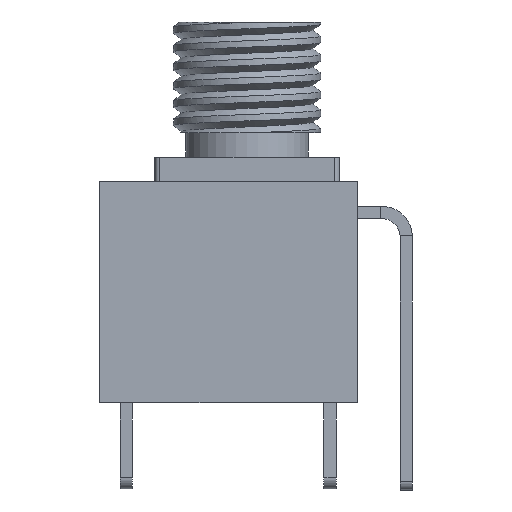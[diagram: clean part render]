
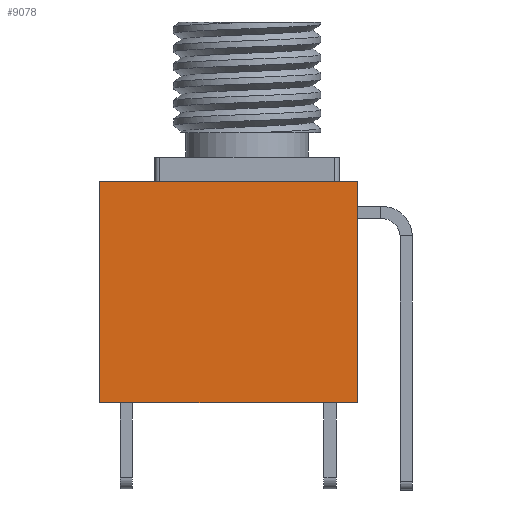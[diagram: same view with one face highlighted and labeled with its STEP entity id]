
A CAD part, left-side view. The second image highlights one B-rep face of the part: STEP entity #9078.
In plain terms, the highlighted planar face has unit normal (-1, 0, 0).
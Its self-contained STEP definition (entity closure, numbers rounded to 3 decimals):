
#6983 = VERTEX_POINT('',#6984);
#6984 = CARTESIAN_POINT('',(-5.,-4.5,9.));
#6991 = PLANE('',#6992);
#6992 = AXIS2_PLACEMENT_3D('',#6993,#6994,#6995);
#6993 = CARTESIAN_POINT('',(0.,0.75,9.));
#6994 = DIRECTION('',(-0.,-0.,-1.));
#6995 = DIRECTION('',(-1.,0.,0.));
#7003 = PLANE('',#7004);
#7004 = AXIS2_PLACEMENT_3D('',#7005,#7006,#7007);
#7005 = CARTESIAN_POINT('',(5.,-4.5,0.));
#7006 = DIRECTION('',(0.,-1.,0.));
#7007 = DIRECTION('',(-1.,0.,0.));
#7015 = EDGE_CURVE('',#6983,#7016,#7018,.T.);
#7016 = VERTEX_POINT('',#7017);
#7017 = CARTESIAN_POINT('',(-5.,6.,9.));
#7018 = SURFACE_CURVE('',#7019,(#7023,#7030),.PCURVE_S1.);
#7019 = LINE('',#7020,#7021);
#7020 = CARTESIAN_POINT('',(-5.,-4.5,9.));
#7021 = VECTOR('',#7022,1.);
#7022 = DIRECTION('',(0.,1.,0.));
#7023 = PCURVE('',#6991,#7024);
#7024 = DEFINITIONAL_REPRESENTATION('',(#7025),#7029);
#7025 = LINE('',#7026,#7027);
#7026 = CARTESIAN_POINT('',(5.,-5.25));
#7027 = VECTOR('',#7028,1.);
#7028 = DIRECTION('',(0.,1.));
#7029 = ( GEOMETRIC_REPRESENTATION_CONTEXT(2) 
PARAMETRIC_REPRESENTATION_CONTEXT() REPRESENTATION_CONTEXT('2D SPACE',''
  ) );
#7030 = PCURVE('',#7031,#7036);
#7031 = PLANE('',#7032);
#7032 = AXIS2_PLACEMENT_3D('',#7033,#7034,#7035);
#7033 = CARTESIAN_POINT('',(-5.,-4.5,0.));
#7034 = DIRECTION('',(-1.,0.,0.));
#7035 = DIRECTION('',(0.,1.,0.));
#7036 = DEFINITIONAL_REPRESENTATION('',(#7037),#7041);
#7037 = LINE('',#7038,#7039);
#7038 = CARTESIAN_POINT('',(0.,-9.));
#7039 = VECTOR('',#7040,1.);
#7040 = DIRECTION('',(1.,0.));
#7041 = ( GEOMETRIC_REPRESENTATION_CONTEXT(2) 
PARAMETRIC_REPRESENTATION_CONTEXT() REPRESENTATION_CONTEXT('2D SPACE',''
  ) );
#7059 = PLANE('',#7060);
#7060 = AXIS2_PLACEMENT_3D('',#7061,#7062,#7063);
#7061 = CARTESIAN_POINT('',(-5.,6.,0.));
#7062 = DIRECTION('',(0.,1.,0.));
#7063 = DIRECTION('',(1.,0.,0.));
#7544 = VERTEX_POINT('',#7545);
#7545 = CARTESIAN_POINT('',(-5.,-4.5,0.));
#7559 = PLANE('',#7560);
#7560 = AXIS2_PLACEMENT_3D('',#7561,#7562,#7563);
#7561 = CARTESIAN_POINT('',(0.,0.75,0.));
#7562 = DIRECTION('',(-0.,-0.,-1.));
#7563 = DIRECTION('',(-1.,0.,0.));
#7778 = EDGE_CURVE('',#7544,#6983,#7779,.T.);
#7779 = SURFACE_CURVE('',#7780,(#7784,#7791),.PCURVE_S1.);
#7780 = LINE('',#7781,#7782);
#7781 = CARTESIAN_POINT('',(-5.,-4.5,0.));
#7782 = VECTOR('',#7783,1.);
#7783 = DIRECTION('',(0.,0.,1.));
#7784 = PCURVE('',#7003,#7785);
#7785 = DEFINITIONAL_REPRESENTATION('',(#7786),#7790);
#7786 = LINE('',#7787,#7788);
#7787 = CARTESIAN_POINT('',(10.,0.));
#7788 = VECTOR('',#7789,1.);
#7789 = DIRECTION('',(0.,-1.));
#7790 = ( GEOMETRIC_REPRESENTATION_CONTEXT(2) 
PARAMETRIC_REPRESENTATION_CONTEXT() REPRESENTATION_CONTEXT('2D SPACE',''
  ) );
#7791 = PCURVE('',#7031,#7792);
#7792 = DEFINITIONAL_REPRESENTATION('',(#7793),#7797);
#7793 = LINE('',#7794,#7795);
#7794 = CARTESIAN_POINT('',(0.,0.));
#7795 = VECTOR('',#7796,1.);
#7796 = DIRECTION('',(0.,-1.));
#7797 = ( GEOMETRIC_REPRESENTATION_CONTEXT(2) 
PARAMETRIC_REPRESENTATION_CONTEXT() REPRESENTATION_CONTEXT('2D SPACE',''
  ) );
#8739 = VERTEX_POINT('',#8740);
#8740 = CARTESIAN_POINT('',(-5.,6.,0.));
#8761 = EDGE_CURVE('',#8739,#7016,#8762,.T.);
#8762 = SURFACE_CURVE('',#8763,(#8767,#8774),.PCURVE_S1.);
#8763 = LINE('',#8764,#8765);
#8764 = CARTESIAN_POINT('',(-5.,6.,0.));
#8765 = VECTOR('',#8766,1.);
#8766 = DIRECTION('',(0.,0.,1.));
#8767 = PCURVE('',#7059,#8768);
#8768 = DEFINITIONAL_REPRESENTATION('',(#8769),#8773);
#8769 = LINE('',#8770,#8771);
#8770 = CARTESIAN_POINT('',(0.,0.));
#8771 = VECTOR('',#8772,1.);
#8772 = DIRECTION('',(0.,-1.));
#8773 = ( GEOMETRIC_REPRESENTATION_CONTEXT(2) 
PARAMETRIC_REPRESENTATION_CONTEXT() REPRESENTATION_CONTEXT('2D SPACE',''
  ) );
#8774 = PCURVE('',#7031,#8775);
#8775 = DEFINITIONAL_REPRESENTATION('',(#8776),#8780);
#8776 = LINE('',#8777,#8778);
#8777 = CARTESIAN_POINT('',(10.5,0.));
#8778 = VECTOR('',#8779,1.);
#8779 = DIRECTION('',(0.,-1.));
#8780 = ( GEOMETRIC_REPRESENTATION_CONTEXT(2) 
PARAMETRIC_REPRESENTATION_CONTEXT() REPRESENTATION_CONTEXT('2D SPACE',''
  ) );
#9078 = ADVANCED_FACE('',(#9079),#7031,.T.);
#9079 = FACE_BOUND('',#9080,.T.);
#9080 = EDGE_LOOP('',(#9081,#9082,#9083,#9084));
#9081 = ORIENTED_EDGE('',*,*,#7778,.T.);
#9082 = ORIENTED_EDGE('',*,*,#7015,.T.);
#9083 = ORIENTED_EDGE('',*,*,#8761,.F.);
#9084 = ORIENTED_EDGE('',*,*,#9085,.F.);
#9085 = EDGE_CURVE('',#7544,#8739,#9086,.T.);
#9086 = SURFACE_CURVE('',#9087,(#9091,#9098),.PCURVE_S1.);
#9087 = LINE('',#9088,#9089);
#9088 = CARTESIAN_POINT('',(-5.,-4.5,0.));
#9089 = VECTOR('',#9090,1.);
#9090 = DIRECTION('',(0.,1.,0.));
#9091 = PCURVE('',#7031,#9092);
#9092 = DEFINITIONAL_REPRESENTATION('',(#9093),#9097);
#9093 = LINE('',#9094,#9095);
#9094 = CARTESIAN_POINT('',(0.,0.));
#9095 = VECTOR('',#9096,1.);
#9096 = DIRECTION('',(1.,0.));
#9097 = ( GEOMETRIC_REPRESENTATION_CONTEXT(2) 
PARAMETRIC_REPRESENTATION_CONTEXT() REPRESENTATION_CONTEXT('2D SPACE',''
  ) );
#9098 = PCURVE('',#7559,#9099);
#9099 = DEFINITIONAL_REPRESENTATION('',(#9100),#9104);
#9100 = LINE('',#9101,#9102);
#9101 = CARTESIAN_POINT('',(5.,-5.25));
#9102 = VECTOR('',#9103,1.);
#9103 = DIRECTION('',(0.,1.));
#9104 = ( GEOMETRIC_REPRESENTATION_CONTEXT(2) 
PARAMETRIC_REPRESENTATION_CONTEXT() REPRESENTATION_CONTEXT('2D SPACE',''
  ) );
